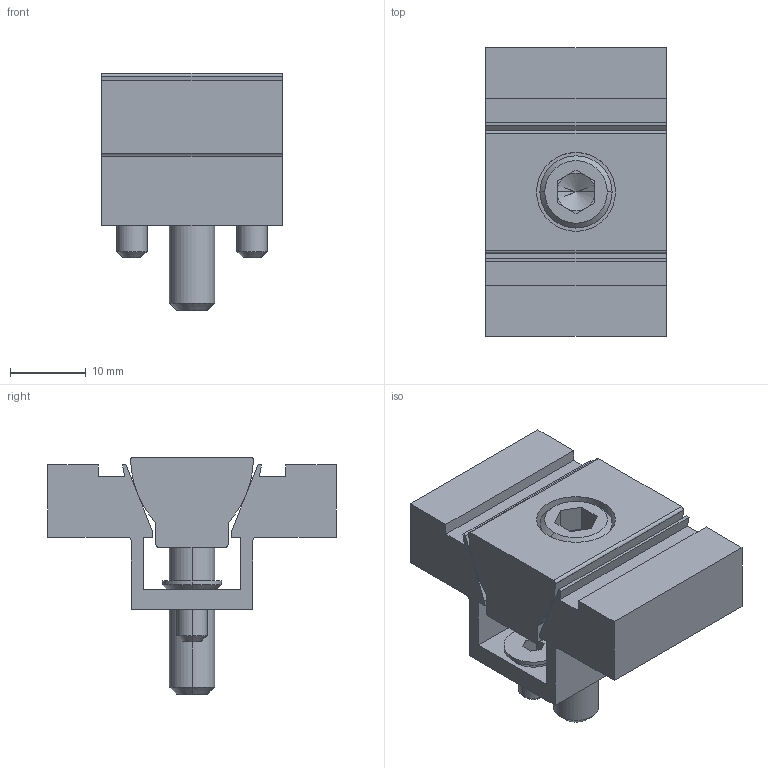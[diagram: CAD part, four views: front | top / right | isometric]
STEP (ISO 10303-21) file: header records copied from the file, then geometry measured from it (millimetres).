
FILE_DESCRIPTION (( 'STEP AP203' ), '1' );
FILE_NAME ('mbdes06.STEP', '2019-12-04T04:51:27', ( '' ), ( '' ), 'SwSTEP 2.0', 'SolidWorks 2018', '' );
FILE_SCHEMA (( 'CONFIG_CONTROL_DESIGN' ));
Length unit declared in the file: millimetre
Products named in the file (6): mbdes06_02; mbdes06_03; mbdes06; mbdes06_01; mbdes06_05; mbdes06_04
Assembly tree (5 placements, depth 2):
  mbdes06
    mbdes06_01
    mbdes06_02
    mbdes06_03
    mbdes06_04
    mbdes06_05
Bounding box: 23.88 x 38.1 x 31.35 mm (x, y, z)
Volume: 10911.5 mm3; surface area: 7216.9 mm2
Topology: 5 solids, 5 shells, 119 faces, 287 edges, 181 vertices
Faces by surface type: plane 68, cylinder 33, cone 18
Entity records: 4075 total; most frequent: DIRECTION 623, CARTESIAN_POINT 593, ORIENTED_EDGE 570, EDGE_CURVE 285, AXIS2_PLACEMENT_3D 211, VECTOR 201, LINE 201, VERTEX_POINT 181
